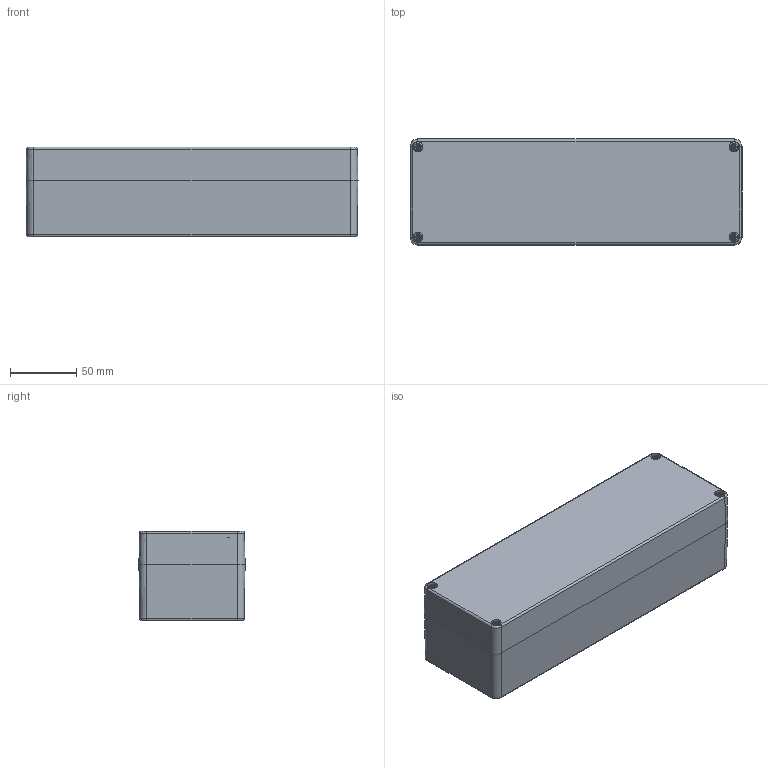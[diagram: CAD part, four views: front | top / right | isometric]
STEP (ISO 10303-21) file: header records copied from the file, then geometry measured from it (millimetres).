
FILE_DESCRIPTION((''),'2;1');
FILE_NAME('0101101500-MBA_258065_VE.stp','2014-10-29T09:45:29',('robin.rentz'),(''),'Autodesk Inventor 2012','Autodesk Inventor 2012','');
FILE_SCHEMA(('CONFIG_CONTROL_DESIGN'));
Length unit declared in the file: millimetre
Products named in the file (5): 0101101500-MBA_258065_VE; 0100101402-UT_258050_VE; 0100101501-OT_258065_VE; xxx-O-Ring-MBA_258050; 1990000006 Schrauben A2 BM4x32_10
Assembly tree (7 placements, depth 2):
  0101101500-MBA_258065_VE
    0100101402-UT_258050_VE
    0100101501-OT_258065_VE
    xxx-O-Ring-MBA_258050
    1990000006 Schrauben A2 BM4x32_10  x4
Bounding box: 250 x 80 x 67.5 mm (x, y, z)
Volume: 329836 mm3; surface area: 177228.2 mm2
Topology: 7 solids, 7 shells, 1364 faces, 3487 edges, 2228 vertices
Faces by surface type: plane 528, bspline 492, cylinder 133, cone 106, torus 100, sphere 5
Full cylindrical faces by diameter (mm): 3.242 x11, 3.3 x4, 4 x4, 4.2 x2, 4.4 x7, 5 x4, 6.8 x4, 7 x9, 7.4 x3, 7.5 x4, 7.8 x2, 15 x2
Entity records: 57891 total; most frequent: CARTESIAN_POINT 32774, ORIENTED_EDGE 5772, DIRECTION 3842, EDGE_CURVE 2886, VERTEX_POINT 1891, VECTOR 1506, LINE 1506, EDGE_LOOP 1351
